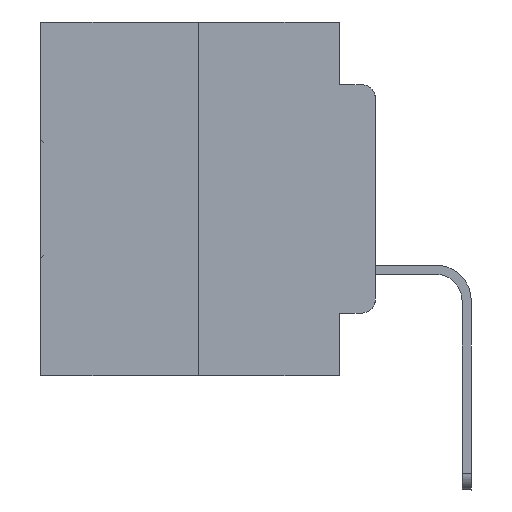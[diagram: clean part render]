
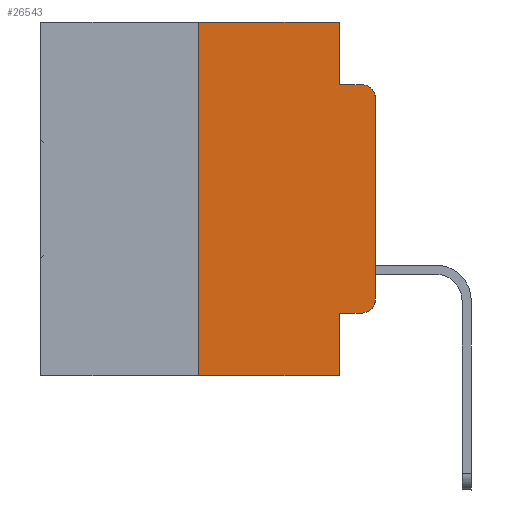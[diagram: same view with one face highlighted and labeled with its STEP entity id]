
A CAD part, left-side view. The second image highlights one B-rep face of the part: STEP entity #26543.
In plain terms, the highlighted planar face has unit normal (-1, 0, 0).
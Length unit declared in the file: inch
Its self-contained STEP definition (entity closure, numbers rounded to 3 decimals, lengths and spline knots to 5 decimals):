
#263 = CARTESIAN_POINT ( 'NONE',  ( 0., 0., -0.3915 ) ) ;
#371 = CARTESIAN_POINT ( 'NONE',  ( 0., 0.051, -0.0885 ) ) ;
#586 = FACE_OUTER_BOUND ( 'NONE', #22758, .T. ) ;
#1246 = VECTOR ( 'NONE', #16407, 39.37008 ) ;
#1762 = LINE ( 'NONE', #2236, #19723 ) ;
#2236 = CARTESIAN_POINT ( 'NONE',  ( 0., 0.051, -0.4115 ) ) ;
#2636 = VERTEX_POINT ( 'NONE', #263 ) ;
#3023 = LINE ( 'NONE', #26732, #19884 ) ;
#3453 = CARTESIAN_POINT ( 'NONE',  ( 0., 0.02, -0.3915 ) ) ;
#3626 = EDGE_CURVE ( 'NONE', #22432, #2636, #25053, .T. ) ;
#5219 = ORIENTED_EDGE ( 'NONE', *, *, #6181, .F. ) ;
#5406 = ORIENTED_EDGE ( 'NONE', *, *, #19244, .F. ) ;
#5533 = LINE ( 'NONE', #15494, #23087 ) ;
#5713 = DIRECTION ( 'NONE',  ( -1., 0., 0. ) ) ;
#5716 = DIRECTION ( 'NONE',  ( 0., -1., 0. ) ) ;
#6008 = EDGE_CURVE ( 'NONE', #18912, #28016, #5533, .T. ) ;
#6181 = EDGE_CURVE ( 'NONE', #28016, #7068, #6582, .T. ) ;
#6552 = ORIENTED_EDGE ( 'NONE', *, *, #25381, .F. ) ;
#6582 = LINE ( 'NONE', #13938, #29578 ) ;
#7068 = VERTEX_POINT ( 'NONE', #17909 ) ;
#7212 = VECTOR ( 'NONE', #29058, 39.37008 ) ;
#7411 = EDGE_CURVE ( 'NONE', #24499, #22432, #1762, .T. ) ;
#7482 = LINE ( 'NONE', #9670, #1246 ) ;
#7550 = DIRECTION ( 'NONE',  ( 0., -1., 0. ) ) ;
#7637 = CARTESIAN_POINT ( 'NONE',  ( 0., 0.02, -0.1085 ) ) ;
#7649 = ORIENTED_EDGE ( 'NONE', *, *, #28141, .T. ) ;
#8403 = LINE ( 'NONE', #371, #13873 ) ;
#8449 = VERTEX_POINT ( 'NONE', #29500 ) ;
#8525 = CARTESIAN_POINT ( 'NONE',  ( 0., 0.02, -0.4115 ) ) ;
#8690 = CARTESIAN_POINT ( 'NONE',  ( 0., 0.25, -0.5 ) ) ;
#9075 = CARTESIAN_POINT ( 'NONE',  ( 0., 0.02, -0.0885 ) ) ;
#9105 = VERTEX_POINT ( 'NONE', #10695 ) ;
#9670 = CARTESIAN_POINT ( 'NONE',  ( 0., 0.051, 0. ) ) ;
#9921 = CARTESIAN_POINT ( 'NONE',  ( 0., 0.051, 0. ) ) ;
#9997 = DIRECTION ( 'NONE',  ( -1., 0., 0. ) ) ;
#10695 = CARTESIAN_POINT ( 'NONE',  ( 0., 0.051, -0.5 ) ) ;
#11234 = PLANE ( 'NONE',  #30218 ) ;
#11669 = EDGE_CURVE ( 'NONE', #7068, #8449, #7482, .T. ) ;
#13873 = VECTOR ( 'NONE', #21221, 39.37008 ) ;
#13938 = CARTESIAN_POINT ( 'NONE',  ( 0., 0.473, 0. ) ) ;
#14603 = CARTESIAN_POINT ( 'NONE',  ( 0., 0., 0. ) ) ;
#15494 = CARTESIAN_POINT ( 'NONE',  ( 0., 0.25, 0. ) ) ;
#16006 = DIRECTION ( 'NONE',  ( 0., -1., 0. ) ) ;
#16226 = AXIS2_PLACEMENT_3D ( 'NONE', #3453, #5713, #17480 ) ;
#16407 = DIRECTION ( 'NONE',  ( 0., 0., -1. ) ) ;
#16694 = EDGE_CURVE ( 'NONE', #18912, #9105, #3023, .T. ) ;
#17193 = ORIENTED_EDGE ( 'NONE', *, *, #11669, .F. ) ;
#17195 = ORIENTED_EDGE ( 'NONE', *, *, #7411, .T. ) ;
#17480 = DIRECTION ( 'NONE',  ( 0., 0., -1. ) ) ;
#17909 = CARTESIAN_POINT ( 'NONE',  ( 0., 0.051, 0. ) ) ;
#17959 = DIRECTION ( 'NONE',  ( 0., 0., 1. ) ) ;
#18607 = VECTOR ( 'NONE', #21541, 39.37008 ) ;
#18803 = CARTESIAN_POINT ( 'NONE',  ( 0., 0.25, 0. ) ) ;
#18912 = VERTEX_POINT ( 'NONE', #8690 ) ;
#18940 = ORIENTED_EDGE ( 'NONE', *, *, #16694, .T. ) ;
#19244 = EDGE_CURVE ( 'NONE', #8449, #23474, #8403, .T. ) ;
#19520 = ORIENTED_EDGE ( 'NONE', *, *, #3626, .T. ) ;
#19723 = VECTOR ( 'NONE', #7550, 39.37008 ) ;
#19884 = VECTOR ( 'NONE', #5716, 39.37008 ) ;
#20502 = CARTESIAN_POINT ( 'NONE',  ( 0., 0.473, 0. ) ) ;
#20587 = CARTESIAN_POINT ( 'NONE',  ( 0., 0., -0.1085 ) ) ;
#20730 = ORIENTED_EDGE ( 'NONE', *, *, #28191, .T. ) ;
#21221 = DIRECTION ( 'NONE',  ( 0., -1., 0. ) ) ;
#21541 = DIRECTION ( 'NONE',  ( 0., 0., 1. ) ) ;
#22432 = VERTEX_POINT ( 'NONE', #8525 ) ;
#22628 = CARTESIAN_POINT ( 'NONE',  ( 0., 0.051, -0.4115 ) ) ;
#22758 = EDGE_LOOP ( 'NONE', ( #7649, #20730, #5406, #17193, #5219, #28567, #18940, #6552, #17195, #19520 ) ) ;
#23087 = VECTOR ( 'NONE', #17959, 39.37008 ) ;
#23474 = VERTEX_POINT ( 'NONE', #9075 ) ;
#23706 = CIRCLE ( 'NONE', #26744, 0.02 ) ;
#24290 = DIRECTION ( 'NONE',  ( 0., 0., -1. ) ) ;
#24499 = VERTEX_POINT ( 'NONE', #22628 ) ;
#25053 = CIRCLE ( 'NONE', #16226, 0.02 ) ;
#25381 = EDGE_CURVE ( 'NONE', #24499, #9105, #29459, .T. ) ;
#25877 = LINE ( 'NONE', #14603, #18607 ) ;
#26543 = ADVANCED_FACE ( 'NONE', ( #586 ), #11234, .F. ) ;
#26732 = CARTESIAN_POINT ( 'NONE',  ( 0., 0.473, -0.5 ) ) ;
#26744 = AXIS2_PLACEMENT_3D ( 'NONE', #7637, #9997, #24290 ) ;
#27523 = DIRECTION ( 'NONE',  ( 0., 0., -1. ) ) ;
#27729 = DIRECTION ( 'NONE',  ( 1., 0., 0. ) ) ;
#28016 = VERTEX_POINT ( 'NONE', #18803 ) ;
#28141 = EDGE_CURVE ( 'NONE', #2636, #28423, #25877, .T. ) ;
#28191 = EDGE_CURVE ( 'NONE', #28423, #23474, #23706, .T. ) ;
#28423 = VERTEX_POINT ( 'NONE', #20587 ) ;
#28567 = ORIENTED_EDGE ( 'NONE', *, *, #6008, .F. ) ;
#29058 = DIRECTION ( 'NONE',  ( 0., 0., -1. ) ) ;
#29459 = LINE ( 'NONE', #9921, #7212 ) ;
#29500 = CARTESIAN_POINT ( 'NONE',  ( 0., 0.051, -0.0885 ) ) ;
#29578 = VECTOR ( 'NONE', #16006, 39.37008 ) ;
#30218 = AXIS2_PLACEMENT_3D ( 'NONE', #20502, #27729, #27523 ) ;
